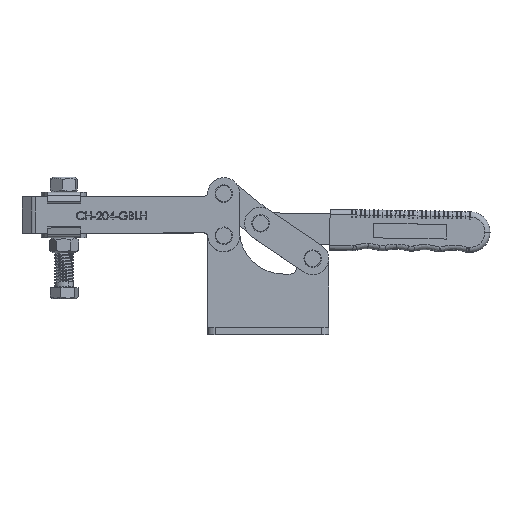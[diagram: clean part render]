
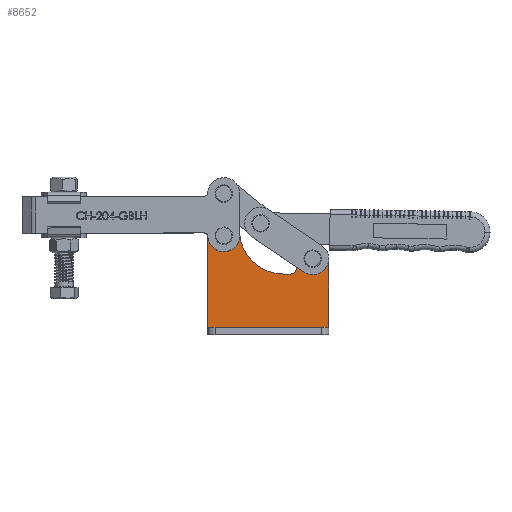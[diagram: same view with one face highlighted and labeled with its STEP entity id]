
A CAD part, top view. The second image highlights one B-rep face of the part: STEP entity #8652.
In plain terms, the highlighted planar face has unit normal (0, 0, 1).
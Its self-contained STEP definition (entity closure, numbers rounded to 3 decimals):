
#1113 = ORIENTED_EDGE ( 'NONE', *, *, #13187, .T. ) ;
#1666 = LINE ( 'NONE', #19514, #17195 ) ;
#2153 = DIRECTION ( 'NONE',  ( 0., -1., 0. ) ) ;
#2198 = CARTESIAN_POINT ( 'NONE',  ( -528.633, 1448.349, 0. ) ) ;
#2417 = FACE_BOUND ( 'NONE', #6492, .T. ) ;
#2556 = CARTESIAN_POINT ( 'NONE',  ( -498.755, 1421.056, 0. ) ) ;
#2814 = ORIENTED_EDGE ( 'NONE', *, *, #12832, .T. ) ;
#3421 = CARTESIAN_POINT ( 'NONE',  ( -539.588, 1447.356, 0. ) ) ;
#3903 = EDGE_CURVE ( 'NONE', #18854, #36790, #37870, .T. ) ;
#4086 = CARTESIAN_POINT ( 'NONE',  ( -478.588, 1431.606, 0. ) ) ;
#4634 = AXIS2_PLACEMENT_3D ( 'NONE', #3421, #25091, #6534 ) ;
#5567 = CARTESIAN_POINT ( 'NONE',  ( -539.588, 1447.356, 0. ) ) ;
#5891 = CARTESIAN_POINT ( 'NONE',  ( -550.588, 1447.356, 0. ) ) ;
#6257 = CARTESIAN_POINT ( 'NONE',  ( -467.588, 1384.366, 0. ) ) ;
#6393 = LINE ( 'NONE', #23836, #36484 ) ;
#6492 = EDGE_LOOP ( 'NONE', ( #20309, #10352 ) ) ;
#6534 = DIRECTION ( 'NONE',  ( 1., 0., 0. ) ) ;
#6679 = CIRCLE ( 'NONE', #7525, 4.75 ) ;
#7177 = DIRECTION ( 'NONE',  ( 1., 0., 0. ) ) ;
#7525 = AXIS2_PLACEMENT_3D ( 'NONE', #27517, #8934, #30649 ) ;
#8652 = ADVANCED_FACE ( 'NONE', ( #25218, #2417, #33475 ), #33493, .T. ) ;
#8913 = CARTESIAN_POINT ( 'NONE',  ( -489.588, 1425.556, 0. ) ) ;
#8934 = DIRECTION ( 'NONE',  ( 0., 0., 1. ) ) ;
#8979 = VECTOR ( 'NONE', #36809, 1000. ) ;
#10271 = CARTESIAN_POINT ( 'NONE',  ( -478.588, 1431.606, 0. ) ) ;
#10352 = ORIENTED_EDGE ( 'NONE', *, *, #11929, .F. ) ;
#10554 = CARTESIAN_POINT ( 'NONE',  ( -498.755, 1451.056, 0. ) ) ;
#10682 = AXIS2_PLACEMENT_3D ( 'NONE', #5567, #36615, #18008 ) ;
#10939 = ORIENTED_EDGE ( 'NONE', *, *, #19779, .T. ) ;
#11500 = CARTESIAN_POINT ( 'NONE',  ( -550.588, 1384.366, 0. ) ) ;
#11523 = VERTEX_POINT ( 'NONE', #2198 ) ;
#11887 = AXIS2_PLACEMENT_3D ( 'NONE', #14426, #36137, #17548 ) ;
#11929 = EDGE_CURVE ( 'NONE', #37039, #14908, #28506, .T. ) ;
#12832 = EDGE_CURVE ( 'NONE', #22959, #18854, #37162, .T. ) ;
#13187 = EDGE_CURVE ( 'NONE', #22426, #14032, #25501, .T. ) ;
#13372 = CARTESIAN_POINT ( 'NONE',  ( -534.838, 1447.356, 0. ) ) ;
#13411 = DIRECTION ( 'NONE',  ( 1., 0., 0. ) ) ;
#13503 = DIRECTION ( 'NONE',  ( 0., 0., -1. ) ) ;
#13677 = DIRECTION ( 'NONE',  ( 1., 0., 0. ) ) ;
#14032 = VERTEX_POINT ( 'NONE', #11500 ) ;
#14423 = EDGE_CURVE ( 'NONE', #11523, #22426, #19121, .T. ) ;
#14426 = CARTESIAN_POINT ( 'NONE',  ( -539.588, 1447.356, 0. ) ) ;
#14908 = VERTEX_POINT ( 'NONE', #20097 ) ;
#15345 = CIRCLE ( 'NONE', #37437, 30. ) ;
#16256 = EDGE_CURVE ( 'NONE', #25603, #37089, #28568, .T. ) ;
#16609 = ORIENTED_EDGE ( 'NONE', *, *, #19777, .T. ) ;
#16724 = CARTESIAN_POINT ( 'NONE',  ( -539.588, 1384.366, 0. ) ) ;
#17195 = VECTOR ( 'NONE', #22642, 1000. ) ;
#17548 = DIRECTION ( 'NONE',  ( 1., 0., 0. ) ) ;
#17912 = EDGE_CURVE ( 'NONE', #36790, #11523, #15345, .T. ) ;
#18008 = DIRECTION ( 'NONE',  ( 1., 0., 0. ) ) ;
#18198 = LINE ( 'NONE', #16724, #25509 ) ;
#18214 = EDGE_LOOP ( 'NONE', ( #23564, #38477 ) ) ;
#18447 = DIRECTION ( 'NONE',  ( 0., 0., 1. ) ) ;
#18854 = VERTEX_POINT ( 'NONE', #31908 ) ;
#19121 = CIRCLE ( 'NONE', #11887, 11. ) ;
#19514 = CARTESIAN_POINT ( 'NONE',  ( -467.588, 1431.606, 0. ) ) ;
#19777 = EDGE_CURVE ( 'NONE', #33629, #25228, #1666, .T. ) ;
#19779 = EDGE_CURVE ( 'NONE', #25228, #35996, #25447, .T. ) ;
#19910 = AXIS2_PLACEMENT_3D ( 'NONE', #32099, #13503, #35216 ) ;
#20097 = CARTESIAN_POINT ( 'NONE',  ( -473.838, 1431.606, 0. ) ) ;
#20309 = ORIENTED_EDGE ( 'NONE', *, *, #36108, .F. ) ;
#20394 = VECTOR ( 'NONE', #21139, 1000. ) ;
#21139 = DIRECTION ( 'NONE',  ( -1., 0., 0. ) ) ;
#22426 = VERTEX_POINT ( 'NONE', #27668 ) ;
#22642 = DIRECTION ( 'NONE',  ( 0., 1., 0. ) ) ;
#22959 = VERTEX_POINT ( 'NONE', #8913 ) ;
#23564 = ORIENTED_EDGE ( 'NONE', *, *, #33682, .F. ) ;
#23735 = CARTESIAN_POINT ( 'NONE',  ( -489.588, 1431.606, 0. ) ) ;
#23836 = CARTESIAN_POINT ( 'NONE',  ( -489.588, 1431.606, 0. ) ) ;
#24291 = AXIS2_PLACEMENT_3D ( 'NONE', #4086, #25757, #7177 ) ;
#25091 = DIRECTION ( 'NONE',  ( 0., 0., 1. ) ) ;
#25218 = FACE_BOUND ( 'NONE', #18214, .T. ) ;
#25228 = VERTEX_POINT ( 'NONE', #30470 ) ;
#25447 = CIRCLE ( 'NONE', #34888, 11. ) ;
#25501 = LINE ( 'NONE', #5891, #8979 ) ;
#25509 = VECTOR ( 'NONE', #35460, 1000. ) ;
#25603 = VERTEX_POINT ( 'NONE', #29485 ) ;
#25757 = DIRECTION ( 'NONE',  ( 0., 0., 1. ) ) ;
#27327 = ORIENTED_EDGE ( 'NONE', *, *, #3903, .T. ) ;
#27517 = CARTESIAN_POINT ( 'NONE',  ( -478.588, 1431.606, 0. ) ) ;
#27668 = CARTESIAN_POINT ( 'NONE',  ( -550.588, 1447.356, 0. ) ) ;
#28439 = CARTESIAN_POINT ( 'NONE',  ( -483.338, 1431.606, 0. ) ) ;
#28506 = CIRCLE ( 'NONE', #24291, 4.75 ) ;
#28568 = CIRCLE ( 'NONE', #28819, 4.75 ) ;
#28819 = AXIS2_PLACEMENT_3D ( 'NONE', #37043, #18447, #40149 ) ;
#29479 = ORIENTED_EDGE ( 'NONE', *, *, #32441, .T. ) ;
#29485 = CARTESIAN_POINT ( 'NONE',  ( -544.338, 1447.356, 0. ) ) ;
#29615 = CARTESIAN_POINT ( 'NONE',  ( -498.755, 1421.056, 0. ) ) ;
#29675 = CIRCLE ( 'NONE', #4634, 4.75 ) ;
#30470 = CARTESIAN_POINT ( 'NONE',  ( -467.588, 1431.606, 0. ) ) ;
#30649 = DIRECTION ( 'NONE',  ( 1., 0., 0. ) ) ;
#31461 = ORIENTED_EDGE ( 'NONE', *, *, #17912, .T. ) ;
#31908 = CARTESIAN_POINT ( 'NONE',  ( -494.088, 1421.056, 0. ) ) ;
#31991 = DIRECTION ( 'NONE',  ( 0., 0., 1. ) ) ;
#32099 = CARTESIAN_POINT ( 'NONE',  ( -494.088, 1425.556, 0. ) ) ;
#32272 = DIRECTION ( 'NONE',  ( 0., 0., -1. ) ) ;
#32441 = EDGE_CURVE ( 'NONE', #35996, #22959, #6393, .T. ) ;
#33475 = FACE_OUTER_BOUND ( 'NONE', #33872, .T. ) ;
#33493 = PLANE ( 'NONE',  #10682 ) ;
#33618 = ORIENTED_EDGE ( 'NONE', *, *, #14423, .T. ) ;
#33629 = VERTEX_POINT ( 'NONE', #6257 ) ;
#33682 = EDGE_CURVE ( 'NONE', #37089, #25603, #29675, .T. ) ;
#33872 = EDGE_LOOP ( 'NONE', ( #1113, #35051, #16609, #10939, #29479, #2814, #27327, #31461, #33618 ) ) ;
#34888 = AXIS2_PLACEMENT_3D ( 'NONE', #10271, #31991, #13411 ) ;
#35051 = ORIENTED_EDGE ( 'NONE', *, *, #37681, .T. ) ;
#35216 = DIRECTION ( 'NONE',  ( 1., 0., 0. ) ) ;
#35460 = DIRECTION ( 'NONE',  ( 1., 0., 0. ) ) ;
#35996 = VERTEX_POINT ( 'NONE', #23735 ) ;
#36108 = EDGE_CURVE ( 'NONE', #14908, #37039, #6679, .T. ) ;
#36137 = DIRECTION ( 'NONE',  ( 0., 0., 1. ) ) ;
#36484 = VECTOR ( 'NONE', #2153, 1000. ) ;
#36615 = DIRECTION ( 'NONE',  ( 0., 0., 1. ) ) ;
#36790 = VERTEX_POINT ( 'NONE', #29615 ) ;
#36809 = DIRECTION ( 'NONE',  ( 0., -1., 0. ) ) ;
#37039 = VERTEX_POINT ( 'NONE', #28439 ) ;
#37043 = CARTESIAN_POINT ( 'NONE',  ( -539.588, 1447.356, 0. ) ) ;
#37089 = VERTEX_POINT ( 'NONE', #13372 ) ;
#37162 = CIRCLE ( 'NONE', #19910, 4.5 ) ;
#37437 = AXIS2_PLACEMENT_3D ( 'NONE', #10554, #32272, #13677 ) ;
#37681 = EDGE_CURVE ( 'NONE', #14032, #33629, #18198, .T. ) ;
#37870 = LINE ( 'NONE', #2556, #20394 ) ;
#38477 = ORIENTED_EDGE ( 'NONE', *, *, #16256, .F. ) ;
#40149 = DIRECTION ( 'NONE',  ( 1., 0., 0. ) ) ;
